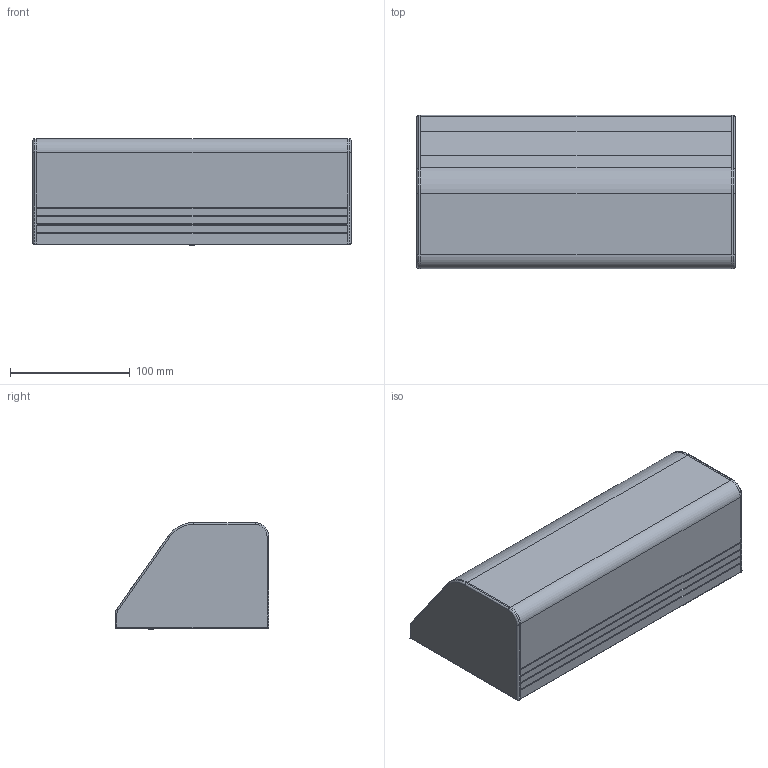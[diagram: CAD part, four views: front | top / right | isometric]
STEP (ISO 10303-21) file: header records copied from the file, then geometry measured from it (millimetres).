
FILE_DESCRIPTION (( 'STEP AP214' ), '1' );
FILE_NAME ('EF300C.step', '2021-07-29T14:11:58', ( '' ), ( '' ), 'SwSTEP 2.0', 'SolidWorks 2020', '' );
FILE_SCHEMA (( 'AUTOMOTIVE_DESIGN' ));
Length unit declared in the file: millimetre
Products named in the file (7): DIN7500 C - M4 x 6 - Z --- 6S-3; PA0078-ASSEMBLY PLASTIC BAG + END CAPS; Group2; DIN7500 C - M4 x 6 - Z --- 6S-1; FP0020-WASHER M5 VELMAG COVER-1; EF300C; DIN7500 C- M4 x 10 - Z --- 10S-1
Assembly tree (6 placements, depth 2):
  EF300C
    Group2
    DIN7500 C - M4 x 6 - Z --- 6S-1
    DIN7500 C - M4 x 6 - Z --- 6S-3
    PA0078-ASSEMBLY PLASTIC BAG + END CAPS
    FP0020-WASHER M5 VELMAG COVER-1
    DIN7500 C- M4 x 10 - Z --- 10S-1
Bounding box: 266 x 128.5 x 89.5 mm (x, y, z)
Volume: 248914.2 mm3; surface area: 251788.5 mm2
Topology: 7 solids, 7 shells, 672 faces, 1712 edges, 1057 vertices
Faces by surface type: plane 297, cylinder 175, cone 160, torus 34, sphere 6
Entity records: 21115 total; most frequent: DIRECTION 3762, CARTESIAN_POINT 3528, ORIENTED_EDGE 3412, EDGE_CURVE 1706, AXIS2_PLACEMENT_3D 1403, VERTEX_POINT 1057, LINE 956, VECTOR 956
